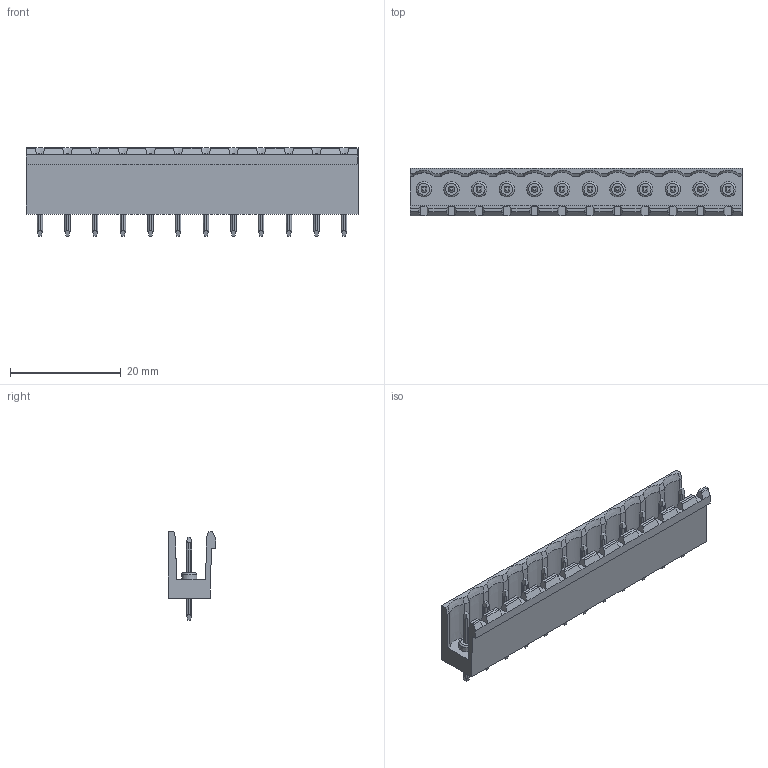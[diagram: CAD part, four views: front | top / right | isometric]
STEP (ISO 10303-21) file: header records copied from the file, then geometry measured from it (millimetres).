
FILE_DESCRIPTION(/* description */ (''),/* implementation_level */ '2;1');
FILE_NAME(/* name */ '2EDGV-5.0-12P-1Y-100AH_.stp',/* time_stamp */ '2022-05-19T15:51:25+08:00',/* author */ (''),/* organization */ (''),/* preprocessor_version */ 'ST-DEVELOPER v16',/* originating_system */ 'SIEMENS PLM Software NX 10.0',/* authorisation */ '');
FILE_SCHEMA (('AUTOMOTIVE_DESIGN { 1 0 10303 214 3 1 1 1 }'));
Length unit declared in the file: millimetre
Products named in the file (1): 2EDGV-5.0-12P-1Y-100AH_
Bounding box: 60 x 8.6 x 16 mm (x, y, z)
Volume: 2823.3 mm3; surface area: 4051.6 mm2
Topology: 1 solids, 1 shells, 496 faces, 1326 edges, 868 vertices
Faces by surface type: plane 339, cylinder 116, cone 29, torus 12
Entity records: 15346 total; most frequent: CARTESIAN_POINT 2780, DIRECTION 2660, ORIENTED_EDGE 2584, EDGE_CURVE 1292, AXIS2_PLACEMENT_3D 912, VERTEX_POINT 858, LINE 836, VECTOR 836
